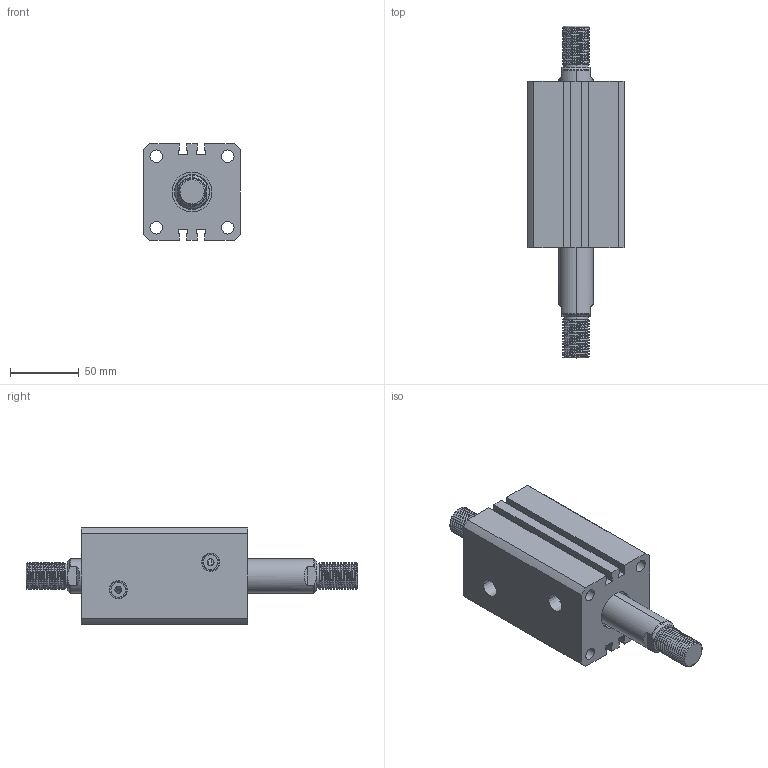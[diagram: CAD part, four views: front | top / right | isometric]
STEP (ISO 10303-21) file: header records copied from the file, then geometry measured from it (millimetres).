
FILE_DESCRIPTION (( 'STEP AP214' ), '1' );
FILE_NAME ('chtm-sw40x40w_asm.STEP', '2018-06-11T00:10:36', ( 'Windows' ), ( 'Microsoft' ), 'SwSTEP 2.0', 'SolidWorks 2015', '' );
FILE_SCHEMA (( 'AUTOMOTIVE_DESIGN' ));
Length unit declared in the file: millimetre
Products named in the file (4): CHTM-SW40X40WHSG; CHTM-SW40X40NBT; CHTM-SD40QG; chtm-sw40x40w_asm
Assembly tree (3 placements, depth 2):
  chtm-sw40x40w_asm
    CHTM-SD40QG
    CHTM-SW40X40NBT
    CHTM-SW40X40WHSG
Bounding box: 70 x 241 x 70 mm (x, y, z)
Volume: 527566.3 mm3; surface area: 118773.1 mm2
Topology: 3 solids, 3 shells, 351 faces, 858 edges, 546 vertices
Faces by surface type: cylinder 160, plane 91, torus 72, cone 22, bspline 6
Entity records: 16148 total; most frequent: CARTESIAN_POINT 7927, DIRECTION 1719, ORIENTED_EDGE 1716, EDGE_CURVE 858, AXIS2_PLACEMENT_3D 705, VERTEX_POINT 546, EDGE_LOOP 400, CIRCLE 354
